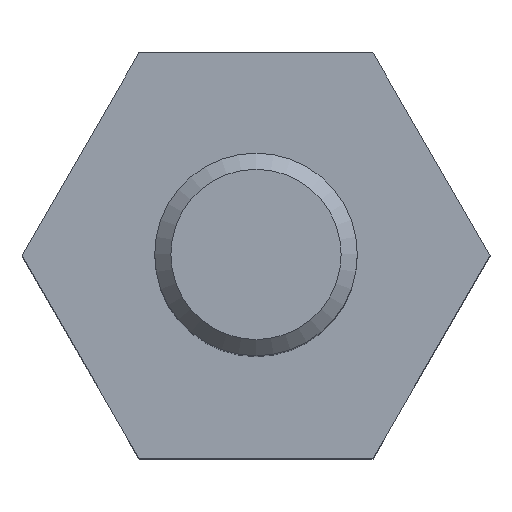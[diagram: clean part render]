
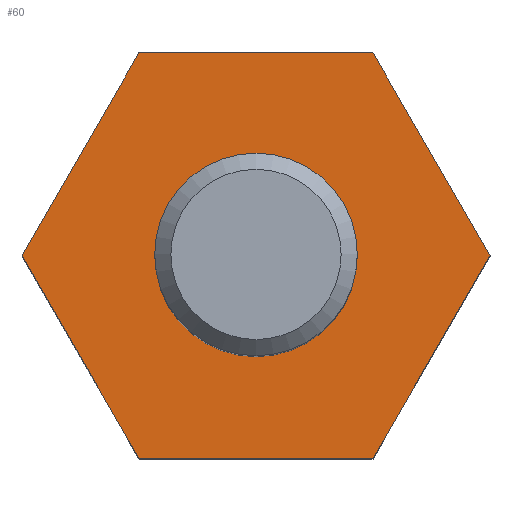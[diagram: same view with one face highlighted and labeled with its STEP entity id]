
A CAD part, top view. The second image highlights one B-rep face of the part: STEP entity #60.
In plain terms, the highlighted planar face has unit normal (0, 0, 1).
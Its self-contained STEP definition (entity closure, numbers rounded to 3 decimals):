
#60 = ADVANCED_FACE( '', ( #135, #136 ), #137, .T. );
#135 = FACE_BOUND( '', #233, .T. );
#136 = FACE_OUTER_BOUND( '', #234, .T. );
#137 = PLANE( '', #235 );
#233 = EDGE_LOOP( '', ( #343 ) );
#234 = EDGE_LOOP( '', ( #344, #345, #346, #347, #348, #349 ) );
#235 = AXIS2_PLACEMENT_3D( '', #350, #351, #352 );
#343 = ORIENTED_EDGE( '', *, *, #517, .T. );
#344 = ORIENTED_EDGE( '', *, *, #518, .T. );
#345 = ORIENTED_EDGE( '', *, *, #502, .T. );
#346 = ORIENTED_EDGE( '', *, *, #519, .T. );
#347 = ORIENTED_EDGE( '', *, *, #520, .T. );
#348 = ORIENTED_EDGE( '', *, *, #521, .T. );
#349 = ORIENTED_EDGE( '', *, *, #522, .T. );
#350 = CARTESIAN_POINT( '', ( 0., 0., 3. ) );
#351 = DIRECTION( '', ( 0., 0., 1. ) );
#352 = DIRECTION( '', ( 1., 0., 0. ) );
#502 = EDGE_CURVE( '', #575, #573, #576, .T. );
#517 = EDGE_CURVE( '', #600, #600, #601, .F. );
#518 = EDGE_CURVE( '', #602, #575, #603, .T. );
#519 = EDGE_CURVE( '', #573, #604, #605, .T. );
#520 = EDGE_CURVE( '', #604, #606, #607, .T. );
#521 = EDGE_CURVE( '', #606, #608, #609, .T. );
#522 = EDGE_CURVE( '', #608, #602, #610, .T. );
#573 = VERTEX_POINT( '', #672 );
#575 = VERTEX_POINT( '', #675 );
#576 = LINE( '', #676, #677 );
#600 = VERTEX_POINT( '', #707 );
#601 = CIRCLE( '', #708, 1.1 );
#602 = VERTEX_POINT( '', #709 );
#603 = LINE( '', #710, #711 );
#604 = VERTEX_POINT( '', #712 );
#605 = LINE( '', #713, #714 );
#606 = VERTEX_POINT( '', #715 );
#607 = LINE( '', #716, #717 );
#608 = VERTEX_POINT( '', #718 );
#609 = LINE( '', #719, #720 );
#610 = LINE( '', #721, #722 );
#672 = CARTESIAN_POINT( '', ( -2.887, 0., 3. ) );
#675 = CARTESIAN_POINT( '', ( -1.443, 2.5, 3. ) );
#676 = CARTESIAN_POINT( '', ( -1.443, 2.5, 3. ) );
#677 = VECTOR( '', #791, 1000. );
#707 = CARTESIAN_POINT( '', ( 1.1, 0., 3. ) );
#708 = AXIS2_PLACEMENT_3D( '', #810, #811, #812 );
#709 = CARTESIAN_POINT( '', ( 1.443, 2.5, 3. ) );
#710 = CARTESIAN_POINT( '', ( 1.443, 2.5, 3. ) );
#711 = VECTOR( '', #813, 1000. );
#712 = CARTESIAN_POINT( '', ( -1.443, -2.5, 3. ) );
#713 = CARTESIAN_POINT( '', ( -2.887, 0., 3. ) );
#714 = VECTOR( '', #814, 1000. );
#715 = CARTESIAN_POINT( '', ( 1.443, -2.5, 3. ) );
#716 = CARTESIAN_POINT( '', ( -1.443, -2.5, 3. ) );
#717 = VECTOR( '', #815, 1000. );
#718 = CARTESIAN_POINT( '', ( 2.887, 0., 3. ) );
#719 = CARTESIAN_POINT( '', ( 1.443, -2.5, 3. ) );
#720 = VECTOR( '', #816, 1000. );
#721 = CARTESIAN_POINT( '', ( 2.887, 0., 3. ) );
#722 = VECTOR( '', #817, 1000. );
#791 = DIRECTION( '', ( -0.5, -0.866, 0. ) );
#810 = CARTESIAN_POINT( '', ( 0., 0., 3. ) );
#811 = DIRECTION( '', ( 0., 0., 1. ) );
#812 = DIRECTION( '', ( 1., 0., 0. ) );
#813 = DIRECTION( '', ( -1., 0., 0. ) );
#814 = DIRECTION( '', ( 0.5, -0.866, 0. ) );
#815 = DIRECTION( '', ( 1., 0., 0. ) );
#816 = DIRECTION( '', ( 0.5, 0.866, 0. ) );
#817 = DIRECTION( '', ( -0.5, 0.866, 0. ) );
